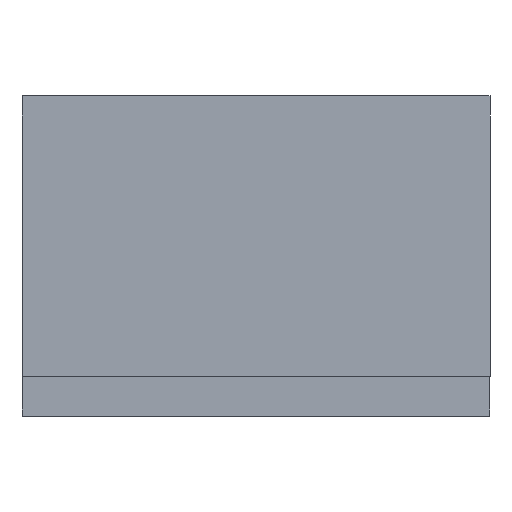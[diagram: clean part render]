
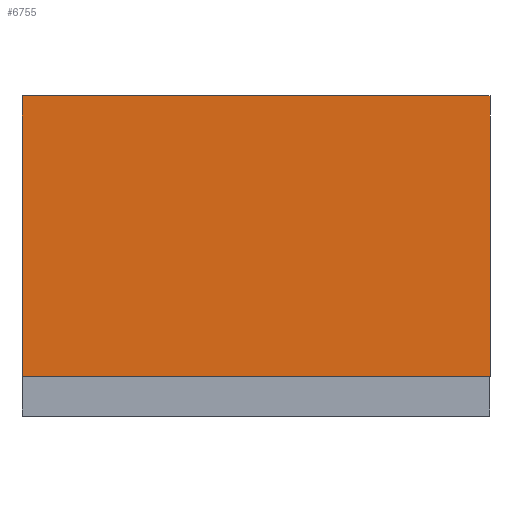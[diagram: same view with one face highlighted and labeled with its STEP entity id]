
A CAD part, front view. The second image highlights one B-rep face of the part: STEP entity #6755.
In plain terms, the highlighted planar face has unit normal (0, -1, 0).
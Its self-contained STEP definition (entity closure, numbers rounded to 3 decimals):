
#786=ORIENTED_EDGE('',*,*,#2130,.T.);
#787=ORIENTED_EDGE('',*,*,#2131,.F.);
#788=ORIENTED_EDGE('',*,*,#1980,.F.);
#789=ORIENTED_EDGE('',*,*,#2128,.T.);
#1980=EDGE_CURVE('',#2673,#2674,#3203,.T.);
#2128=EDGE_CURVE('',#2673,#2821,#3220,.T.);
#2130=EDGE_CURVE('',#2821,#2822,#3222,.T.);
#2131=EDGE_CURVE('',#2674,#2822,#3223,.T.);
#2673=VERTEX_POINT('',#8627);
#2674=VERTEX_POINT('',#8629);
#2821=VERTEX_POINT('',#9573);
#2822=VERTEX_POINT('',#9578);
#3203=LINE('',#8628,#3657);
#3220=LINE('',#9574,#3674);
#3222=LINE('',#9577,#3676);
#3223=LINE('',#9579,#3677);
#3657=VECTOR('',#7535,1000.);
#3674=VECTOR('',#7554,1000.);
#3676=VECTOR('',#7558,1000.);
#3677=VECTOR('',#7559,1000.);
#4058=EDGE_LOOP('',(#786,#787,#788,#789));
#4400=FACE_BOUND('',#4058,.T.);
#4713=PLANE('',#7090);
#6755=ADVANCED_FACE('',(#4400),#4713,.F.);
#7090=AXIS2_PLACEMENT_3D('',#9576,#7556,#7557);
#7535=DIRECTION('',(1.,0.,0.));
#7554=DIRECTION('',(0.,0.,-1.));
#7556=DIRECTION('',(0.,1.,0.));
#7557=DIRECTION('',(0.,0.,1.));
#7558=DIRECTION('',(1.,0.,0.));
#7559=DIRECTION('',(0.,0.,-1.));
#8627=CARTESIAN_POINT('',(-1.25,-2.5,1.5));
#8628=CARTESIAN_POINT('',(-1.25,-2.5,1.5));
#8629=CARTESIAN_POINT('',(1.25,-2.5,1.5));
#9573=CARTESIAN_POINT('',(-1.25,-2.5,0.));
#9574=CARTESIAN_POINT('',(-1.25,-2.5,1.5));
#9576=CARTESIAN_POINT('',(-1.25,-2.5,1.5));
#9577=CARTESIAN_POINT('',(-1.25,-2.5,0.));
#9578=CARTESIAN_POINT('',(1.25,-2.5,0.));
#9579=CARTESIAN_POINT('',(1.25,-2.5,1.5));
